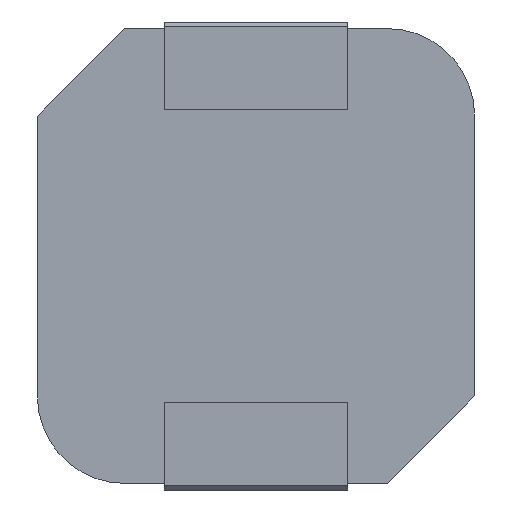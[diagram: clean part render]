
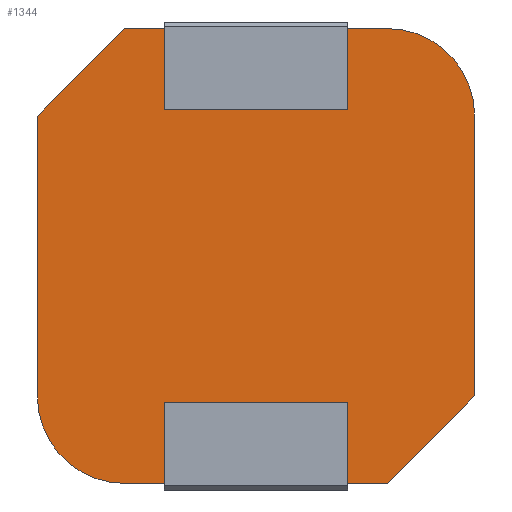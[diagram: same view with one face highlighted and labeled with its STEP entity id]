
A CAD part, front view. The second image highlights one B-rep face of the part: STEP entity #1344.
In plain terms, the highlighted planar face has unit normal (0, -1, 0).
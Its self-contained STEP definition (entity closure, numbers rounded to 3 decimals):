
#2 = VECTOR ( 'NONE', #729, 1000. ) ;
#11 = DIRECTION ( 'NONE',  ( 0., -1., 0. ) ) ;
#13 = CARTESIAN_POINT ( 'NONE',  ( -5., 0., 5.2 ) ) ;
#24 = CARTESIAN_POINT ( 'NONE',  ( -2.1, 0., -5.2 ) ) ;
#26 = LINE ( 'NONE', #714, #877 ) ;
#63 = VECTOR ( 'NONE', #766, 1000. ) ;
#79 = LINE ( 'NONE', #1227, #2 ) ;
#90 = EDGE_CURVE ( 'NONE', #1053, #991, #125, .T. ) ;
#113 = DIRECTION ( 'NONE',  ( 0., 0., -1. ) ) ;
#121 = VERTEX_POINT ( 'NONE', #1072 ) ;
#123 = DIRECTION ( 'NONE',  ( 0., 0., 1. ) ) ;
#125 = LINE ( 'NONE', #710, #651 ) ;
#129 = EDGE_CURVE ( 'NONE', #201, #521, #1549, .T. ) ;
#156 = CARTESIAN_POINT ( 'NONE',  ( 2.1, 0., 5.2 ) ) ;
#201 = VERTEX_POINT ( 'NONE', #1445 ) ;
#203 = LINE ( 'NONE', #982, #598 ) ;
#237 = EDGE_CURVE ( 'NONE', #521, #1111, #203, .T. ) ;
#250 = DIRECTION ( 'NONE',  ( 1., 0., 0. ) ) ;
#251 = LINE ( 'NONE', #823, #553 ) ;
#260 = ORIENTED_EDGE ( 'NONE', *, *, #264, .F. ) ;
#264 = EDGE_CURVE ( 'NONE', #674, #810, #656, .T. ) ;
#266 = VECTOR ( 'NONE', #123, 1000. ) ;
#275 = DIRECTION ( 'NONE',  ( 0., 0., -1. ) ) ;
#297 = DIRECTION ( 'NONE',  ( 0., 0., -1. ) ) ;
#323 = DIRECTION ( 'NONE',  ( 0., -1., 0. ) ) ;
#327 = EDGE_CURVE ( 'NONE', #121, #991, #908, .T. ) ;
#328 = DIRECTION ( 'NONE',  ( -1., 0., 0. ) ) ;
#342 = CIRCLE ( 'NONE', #367, 2. ) ;
#356 = EDGE_CURVE ( 'NONE', #608, #989, #430, .T. ) ;
#364 = CARTESIAN_POINT ( 'NONE',  ( 5., 0., 5.2 ) ) ;
#367 = AXIS2_PLACEMENT_3D ( 'NONE', #867, #11, #113 ) ;
#368 = CARTESIAN_POINT ( 'NONE',  ( -5., 0., 5.2 ) ) ;
#377 = VERTEX_POINT ( 'NONE', #952 ) ;
#389 = ORIENTED_EDGE ( 'NONE', *, *, #944, .F. ) ;
#395 = CARTESIAN_POINT ( 'NONE',  ( -2.1, 0., -3.35 ) ) ;
#396 = AXIS2_PLACEMENT_3D ( 'NONE', #1497, #528, #297 ) ;
#416 = EDGE_CURVE ( 'NONE', #674, #1111, #342, .T. ) ;
#424 = VECTOR ( 'NONE', #692, 1000. ) ;
#429 = EDGE_CURVE ( 'NONE', #608, #773, #26, .T. ) ;
#430 = LINE ( 'NONE', #13, #63 ) ;
#445 = CARTESIAN_POINT ( 'NONE',  ( -2.1, 0., 5.2 ) ) ;
#464 = ORIENTED_EDGE ( 'NONE', *, *, #758, .T. ) ;
#512 = EDGE_CURVE ( 'NONE', #377, #773, #1221, .T. ) ;
#521 = VERTEX_POINT ( 'NONE', #156 ) ;
#528 = DIRECTION ( 'NONE',  ( 0., -1., 0. ) ) ;
#529 = VECTOR ( 'NONE', #275, 1000. ) ;
#531 = PLANE ( 'NONE',  #396 ) ;
#538 = VERTEX_POINT ( 'NONE', #24 ) ;
#545 = VECTOR ( 'NONE', #1436, 1000. ) ;
#553 = VECTOR ( 'NONE', #328, 1000. ) ;
#576 = ORIENTED_EDGE ( 'NONE', *, *, #90, .F. ) ;
#578 = VERTEX_POINT ( 'NONE', #395 ) ;
#593 = ORIENTED_EDGE ( 'NONE', *, *, #976, .T. ) ;
#598 = VECTOR ( 'NONE', #250, 1000. ) ;
#608 = VERTEX_POINT ( 'NONE', #676 ) ;
#617 = CARTESIAN_POINT ( 'NONE',  ( -2.1, 0., -3.35 ) ) ;
#646 = LINE ( 'NONE', #657, #918 ) ;
#651 = VECTOR ( 'NONE', #1169, 1000. ) ;
#656 = LINE ( 'NONE', #364, #545 ) ;
#657 = CARTESIAN_POINT ( 'NONE',  ( 4.1, 0., -4.1 ) ) ;
#674 = VERTEX_POINT ( 'NONE', #1333 ) ;
#676 = CARTESIAN_POINT ( 'NONE',  ( -3., 0., 5.2 ) ) ;
#692 = DIRECTION ( 'NONE',  ( 0., 0., 1. ) ) ;
#710 = CARTESIAN_POINT ( 'NONE',  ( -5., 0., -5.2 ) ) ;
#714 = CARTESIAN_POINT ( 'NONE',  ( -4.1, 0., 4.1 ) ) ;
#729 = DIRECTION ( 'NONE',  ( 1., 0., 0. ) ) ;
#748 = DIRECTION ( 'NONE',  ( 1., 0., 0. ) ) ;
#758 = EDGE_CURVE ( 'NONE', #1053, #810, #646, .T. ) ;
#762 = VECTOR ( 'NONE', #803, 1000. ) ;
#766 = DIRECTION ( 'NONE',  ( 1., 0., 0. ) ) ;
#773 = VERTEX_POINT ( 'NONE', #792 ) ;
#792 = CARTESIAN_POINT ( 'NONE',  ( -5., 0., 3.2 ) ) ;
#803 = DIRECTION ( 'NONE',  ( 0., 0., 1. ) ) ;
#810 = VERTEX_POINT ( 'NONE', #1256 ) ;
#812 = FACE_OUTER_BOUND ( 'NONE', #1271, .T. ) ;
#820 = ORIENTED_EDGE ( 'NONE', *, *, #327, .T. ) ;
#823 = CARTESIAN_POINT ( 'NONE',  ( -5., 0., -5.2 ) ) ;
#828 = VECTOR ( 'NONE', #1466, 1000. ) ;
#830 = ORIENTED_EDGE ( 'NONE', *, *, #1252, .T. ) ;
#843 = DIRECTION ( 'NONE',  ( -0.707, 0., -0.707 ) ) ;
#855 = ORIENTED_EDGE ( 'NONE', *, *, #966, .T. ) ;
#867 = CARTESIAN_POINT ( 'NONE',  ( 3., 0., 3.2 ) ) ;
#877 = VECTOR ( 'NONE', #843, 1000. ) ;
#908 = LINE ( 'NONE', #1474, #529 ) ;
#918 = VECTOR ( 'NONE', #1137, 1000. ) ;
#922 = CARTESIAN_POINT ( 'NONE',  ( -2.1, 0., -5.35 ) ) ;
#944 = EDGE_CURVE ( 'NONE', #538, #1422, #251, .T. ) ;
#952 = CARTESIAN_POINT ( 'NONE',  ( -5., 0., -3.2 ) ) ;
#966 = EDGE_CURVE ( 'NONE', #538, #578, #1394, .T. ) ;
#976 = EDGE_CURVE ( 'NONE', #377, #1422, #1171, .T. ) ;
#982 = CARTESIAN_POINT ( 'NONE',  ( -5., 0., 5.2 ) ) ;
#989 = VERTEX_POINT ( 'NONE', #445 ) ;
#991 = VERTEX_POINT ( 'NONE', #1523 ) ;
#1053 = VERTEX_POINT ( 'NONE', #1545 ) ;
#1072 = CARTESIAN_POINT ( 'NONE',  ( 2.1, 0., -3.35 ) ) ;
#1082 = CARTESIAN_POINT ( 'NONE',  ( 3., 0., 5.2 ) ) ;
#1111 = VERTEX_POINT ( 'NONE', #1082 ) ;
#1112 = ORIENTED_EDGE ( 'NONE', *, *, #416, .T. ) ;
#1114 = CARTESIAN_POINT ( 'NONE',  ( -2.1, 0., 5.35 ) ) ;
#1136 = LINE ( 'NONE', #617, #1213 ) ;
#1137 = DIRECTION ( 'NONE',  ( 0.707, 0., 0.707 ) ) ;
#1169 = DIRECTION ( 'NONE',  ( -1., 0., 0. ) ) ;
#1171 = CIRCLE ( 'NONE', #1390, 2. ) ;
#1175 = CARTESIAN_POINT ( 'NONE',  ( -3., 0., -3.2 ) ) ;
#1180 = ORIENTED_EDGE ( 'NONE', *, *, #237, .F. ) ;
#1181 = ORIENTED_EDGE ( 'NONE', *, *, #129, .F. ) ;
#1213 = VECTOR ( 'NONE', #748, 1000. ) ;
#1221 = LINE ( 'NONE', #368, #266 ) ;
#1227 = CARTESIAN_POINT ( 'NONE',  ( -2.1, 0., 3.35 ) ) ;
#1252 = EDGE_CURVE ( 'NONE', #578, #121, #1136, .T. ) ;
#1256 = CARTESIAN_POINT ( 'NONE',  ( 5., 0., -3.2 ) ) ;
#1258 = EDGE_CURVE ( 'NONE', #989, #1385, #1487, .T. ) ;
#1271 = EDGE_LOOP ( 'NONE', ( #1507, #593, #389, #855, #830, #820, #576, #464, #260, #1112, #1180, #1181, #1468, #1570, #1509, #1550 ) ) ;
#1311 = EDGE_CURVE ( 'NONE', #1385, #201, #79, .T. ) ;
#1333 = CARTESIAN_POINT ( 'NONE',  ( 5., 0., 3.2 ) ) ;
#1344 = ADVANCED_FACE ( 'NONE', ( #812 ), #531, .T. ) ;
#1361 = CARTESIAN_POINT ( 'NONE',  ( -3., 0., -5.2 ) ) ;
#1367 = CARTESIAN_POINT ( 'NONE',  ( -2.1, 0., 3.35 ) ) ;
#1385 = VERTEX_POINT ( 'NONE', #1367 ) ;
#1390 = AXIS2_PLACEMENT_3D ( 'NONE', #1175, #323, #1535 ) ;
#1394 = LINE ( 'NONE', #922, #762 ) ;
#1422 = VERTEX_POINT ( 'NONE', #1361 ) ;
#1436 = DIRECTION ( 'NONE',  ( 0., 0., -1. ) ) ;
#1445 = CARTESIAN_POINT ( 'NONE',  ( 2.1, 0., 3.35 ) ) ;
#1466 = DIRECTION ( 'NONE',  ( 0., 0., -1. ) ) ;
#1468 = ORIENTED_EDGE ( 'NONE', *, *, #1311, .F. ) ;
#1474 = CARTESIAN_POINT ( 'NONE',  ( 2.1, 0., -5.35 ) ) ;
#1487 = LINE ( 'NONE', #1114, #828 ) ;
#1497 = CARTESIAN_POINT ( 'NONE',  ( 0., 0., 0. ) ) ;
#1507 = ORIENTED_EDGE ( 'NONE', *, *, #512, .F. ) ;
#1509 = ORIENTED_EDGE ( 'NONE', *, *, #356, .F. ) ;
#1523 = CARTESIAN_POINT ( 'NONE',  ( 2.1, 0., -5.2 ) ) ;
#1535 = DIRECTION ( 'NONE',  ( 0., 0., -1. ) ) ;
#1542 = CARTESIAN_POINT ( 'NONE',  ( 2.1, 0., 5.35 ) ) ;
#1545 = CARTESIAN_POINT ( 'NONE',  ( 3., 0., -5.2 ) ) ;
#1549 = LINE ( 'NONE', #1542, #424 ) ;
#1550 = ORIENTED_EDGE ( 'NONE', *, *, #429, .T. ) ;
#1570 = ORIENTED_EDGE ( 'NONE', *, *, #1258, .F. ) ;
